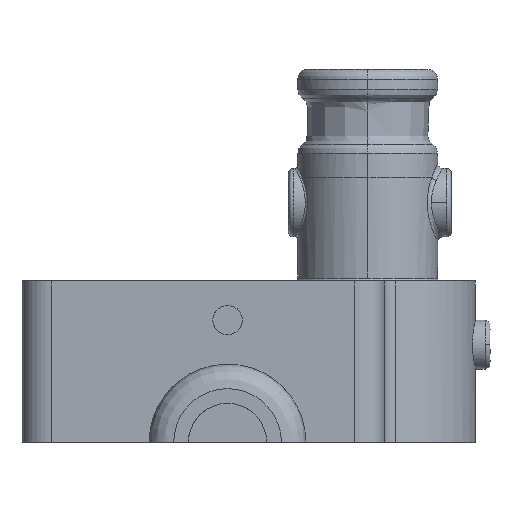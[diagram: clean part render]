
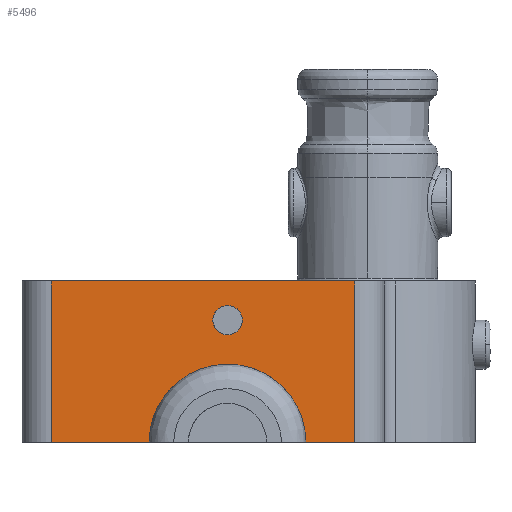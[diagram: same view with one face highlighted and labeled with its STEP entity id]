
A CAD part, front view. The second image highlights one B-rep face of the part: STEP entity #5496.
In plain terms, the highlighted planar face has unit normal (0, -1, 0).
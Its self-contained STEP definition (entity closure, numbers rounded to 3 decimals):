
#138 = CARTESIAN_POINT ( 'NONE',  ( 1922.571, 537.937, 129.86 ) ) ;
#141 = LINE ( 'NONE', #6860, #5353 ) ;
#245 = ORIENTED_EDGE ( 'NONE', *, *, #4013, .F. ) ;
#258 = DIRECTION ( 'NONE',  ( 0., 0., -1. ) ) ;
#489 = VECTOR ( 'NONE', #7616, 1000. ) ;
#632 = ORIENTED_EDGE ( 'NONE', *, *, #4935, .F. ) ;
#664 = LINE ( 'NONE', #9680, #3431 ) ;
#758 = AXIS2_PLACEMENT_3D ( 'NONE', #10540, #10641, #258 ) ;
#924 = VERTEX_POINT ( 'NONE', #3793 ) ;
#1185 = DIRECTION ( 'NONE',  ( 0., 0., 1. ) ) ;
#1456 = EDGE_CURVE ( 'NONE', #11164, #924, #9109, .T. ) ;
#2047 = EDGE_CURVE ( 'NONE', #3721, #4127, #11889, .T. ) ;
#2328 = AXIS2_PLACEMENT_3D ( 'NONE', #4803, #7828, #10915 ) ;
#2978 = LINE ( 'NONE', #2999, #12759 ) ;
#2998 = CARTESIAN_POINT ( 'NONE',  ( 1891.571, 537.937, 129.86 ) ) ;
#2999 = CARTESIAN_POINT ( 'NONE',  ( 1922.571, 537.937, 135.11 ) ) ;
#3329 = CARTESIAN_POINT ( 'NONE',  ( 1922.571, 537.937, 146.36 ) ) ;
#3431 = VECTOR ( 'NONE', #9772, 1000. ) ;
#3721 = VERTEX_POINT ( 'NONE', #2998 ) ;
#3768 = DIRECTION ( 'NONE',  ( -1., 0., 0. ) ) ;
#3793 = CARTESIAN_POINT ( 'NONE',  ( 1917.571, 537.937, 129.86 ) ) ;
#3842 = ORIENTED_EDGE ( 'NONE', *, *, #10694, .T. ) ;
#4013 = EDGE_CURVE ( 'NONE', #13500, #924, #7313, .T. ) ;
#4127 = VERTEX_POINT ( 'NONE', #8720 ) ;
#4481 = VERTEX_POINT ( 'NONE', #3329 ) ;
#4538 = VECTOR ( 'NONE', #8399, 1000. ) ;
#4711 = VERTEX_POINT ( 'NONE', #10053 ) ;
#4803 = CARTESIAN_POINT ( 'NONE',  ( 1909.572, 537.937, 142.354 ) ) ;
#4854 = FACE_OUTER_BOUND ( 'NONE', #6357, .T. ) ;
#4935 = EDGE_CURVE ( 'NONE', #11164, #3721, #141, .T. ) ;
#5256 = CARTESIAN_POINT ( 'NONE',  ( 1909.571, 537.937, 129.86 ) ) ;
#5353 = VECTOR ( 'NONE', #3768, 1000. ) ;
#5391 = DIRECTION ( 'NONE',  ( 0., 0., -1. ) ) ;
#5496 = ADVANCED_FACE ( 'NONE', ( #4854, #9403 ), #7386, .T. ) ;
#6292 = DIRECTION ( 'NONE',  ( 0., 1., 0. ) ) ;
#6357 = EDGE_LOOP ( 'NONE', ( #12155, #12536, #13161, #632, #6525, #245 ) ) ;
#6525 = ORIENTED_EDGE ( 'NONE', *, *, #1456, .T. ) ;
#6860 = CARTESIAN_POINT ( 'NONE',  ( 1898.771, 537.937, 129.86 ) ) ;
#7106 = CARTESIAN_POINT ( 'NONE',  ( 1922.571, 537.937, 129.86 ) ) ;
#7313 = LINE ( 'NONE', #12613, #4538 ) ;
#7386 = PLANE ( 'NONE',  #12272 ) ;
#7616 = DIRECTION ( 'NONE',  ( 0., 0., 1. ) ) ;
#7694 = ORIENTED_EDGE ( 'NONE', *, *, #10609, .T. ) ;
#7828 = DIRECTION ( 'NONE',  ( 0., 1., 0. ) ) ;
#8399 = DIRECTION ( 'NONE',  ( -1., 0., 0. ) ) ;
#8404 = EDGE_CURVE ( 'NONE', #4481, #4127, #664, .T. ) ;
#8720 = CARTESIAN_POINT ( 'NONE',  ( 1891.571, 537.937, 146.36 ) ) ;
#9109 = CIRCLE ( 'NONE', #13134, 8. ) ;
#9403 = FACE_BOUND ( 'NONE', #11527, .T. ) ;
#9680 = CARTESIAN_POINT ( 'NONE',  ( 1918.871, 537.937, 146.36 ) ) ;
#9772 = DIRECTION ( 'NONE',  ( -1., 0., 0. ) ) ;
#9794 = CARTESIAN_POINT ( 'NONE',  ( 1891.571, 537.937, 135.11 ) ) ;
#10053 = CARTESIAN_POINT ( 'NONE',  ( 1909.572, 537.937, 143.854 ) ) ;
#10232 = CARTESIAN_POINT ( 'NONE',  ( 1909.572, 537.937, 140.854 ) ) ;
#10289 = DIRECTION ( 'NONE',  ( 0., 0., -1. ) ) ;
#10525 = VERTEX_POINT ( 'NONE', #10232 ) ;
#10540 = CARTESIAN_POINT ( 'NONE',  ( 1909.572, 537.937, 142.354 ) ) ;
#10609 = EDGE_CURVE ( 'NONE', #4711, #10525, #13059, .T. ) ;
#10641 = DIRECTION ( 'NONE',  ( 0., 1., 0. ) ) ;
#10653 = DIRECTION ( 'NONE',  ( 0., -1., 0. ) ) ;
#10694 = EDGE_CURVE ( 'NONE', #10525, #4711, #13380, .T. ) ;
#10915 = DIRECTION ( 'NONE',  ( 0., 0., -1. ) ) ;
#11164 = VERTEX_POINT ( 'NONE', #11586 ) ;
#11527 = EDGE_LOOP ( 'NONE', ( #3842, #7694 ) ) ;
#11586 = CARTESIAN_POINT ( 'NONE',  ( 1901.571, 537.937, 129.86 ) ) ;
#11889 = LINE ( 'NONE', #9794, #489 ) ;
#11930 = EDGE_CURVE ( 'NONE', #4481, #13500, #2978, .T. ) ;
#12155 = ORIENTED_EDGE ( 'NONE', *, *, #11930, .F. ) ;
#12272 = AXIS2_PLACEMENT_3D ( 'NONE', #138, #10653, #1185 ) ;
#12536 = ORIENTED_EDGE ( 'NONE', *, *, #8404, .T. ) ;
#12613 = CARTESIAN_POINT ( 'NONE',  ( 1920.371, 537.937, 129.86 ) ) ;
#12759 = VECTOR ( 'NONE', #10289, 1000. ) ;
#13059 = CIRCLE ( 'NONE', #758, 1.5 ) ;
#13134 = AXIS2_PLACEMENT_3D ( 'NONE', #5256, #6292, #5391 ) ;
#13161 = ORIENTED_EDGE ( 'NONE', *, *, #2047, .F. ) ;
#13380 = CIRCLE ( 'NONE', #2328, 1.5 ) ;
#13500 = VERTEX_POINT ( 'NONE', #7106 ) ;
